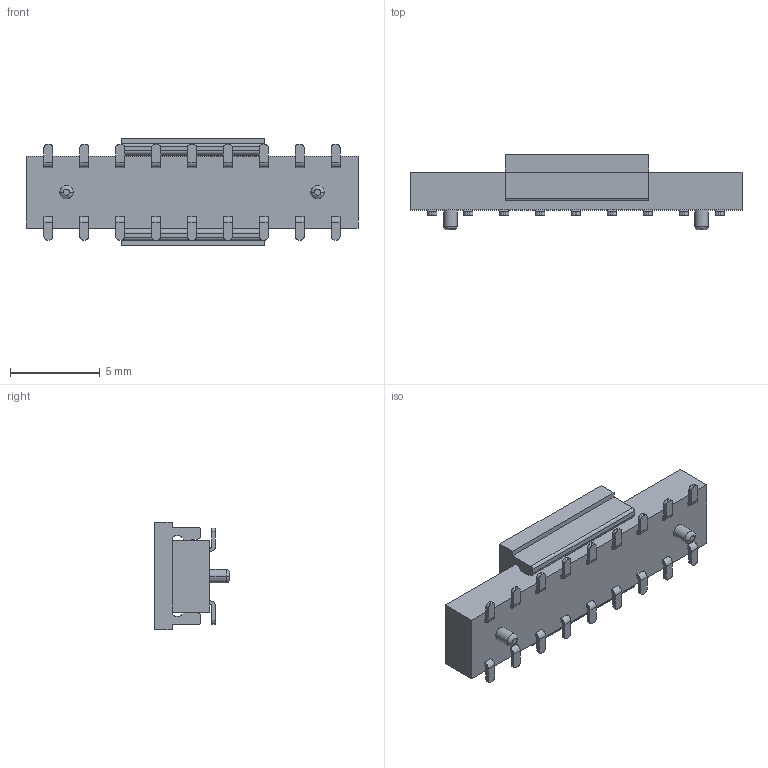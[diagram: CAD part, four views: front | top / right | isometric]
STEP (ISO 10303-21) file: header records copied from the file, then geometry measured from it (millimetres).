
FILE_DESCRIPTION( ('This file contains a STEP AP42 implementation' ,'as created by ZW3D STEP Interface translator.') ,'2;1' );
FILE_NAME( '2221-2XXMXXCUNX2.stp' ,'23 414. 84534', (''), ('ZWCAD Software Co.'), 'Version 1.0', 'ZW3D to STEP translator', '' );
FILE_SCHEMA(('AUTOMOTIVE_DESIGN { 1 0 10303 214 1 1 1 1 }'));
Length unit declared in the file: millimetre
Products named in the file (2): 0; 2221-220MXXCUNX2
Bounding box: 18.5 x 4.2 x 6 mm (x, y, z)
Volume: 188.9 mm3; surface area: 727.2 mm2
Topology: 1 solids, 7 shells, 1464 faces, 4009 edges, 2572 vertices
Faces by surface type: plane 1014, cylinder 446, bspline 4
Entity records: 47853 total; most frequent: CARTESIAN_POINT 8346, ORIENTED_EDGE 8022, DIRECTION 7759, EDGE_CURVE 4009, VECTOR 3109, LINE 3109, VERTEX_POINT 2572, AXIS2_PLACEMENT_3D 2325
